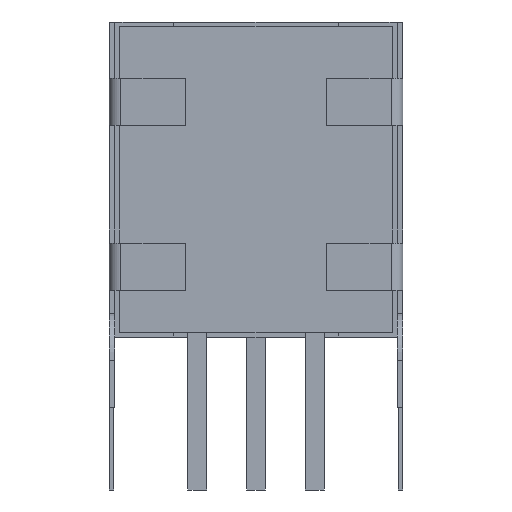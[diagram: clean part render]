
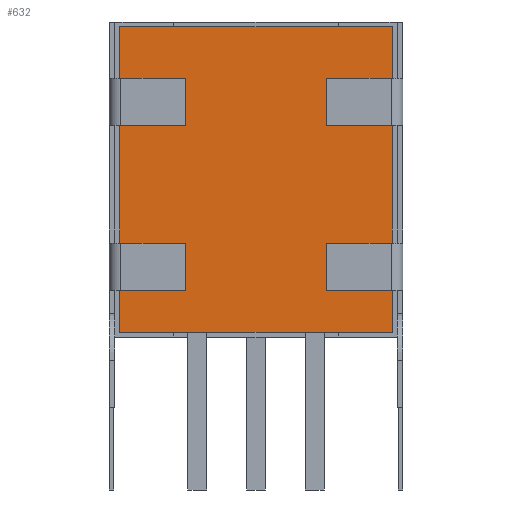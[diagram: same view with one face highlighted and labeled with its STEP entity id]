
A CAD part, left-side view. The second image highlights one B-rep face of the part: STEP entity #632.
In plain terms, the highlighted planar face has unit normal (-1, 0, 0).
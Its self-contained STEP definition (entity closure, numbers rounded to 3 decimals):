
#93 = VERTEX_POINT('',#94);
#94 = CARTESIAN_POINT('',(-4.05,8.3,3.2));
#102 = EDGE_CURVE('',#103,#93,#105,.T.);
#103 = VERTEX_POINT('',#104);
#104 = CARTESIAN_POINT('',(-4.05,-3.3,3.2));
#105 = LINE('',#106,#107);
#106 = CARTESIAN_POINT('',(-4.05,-3.3,3.2));
#107 = VECTOR('',#108,1.);
#108 = DIRECTION('',(0.,1.,0.));
#270 = EDGE_CURVE('',#93,#271,#273,.T.);
#271 = VERTEX_POINT('',#272);
#272 = CARTESIAN_POINT('',(-4.05,8.3,5.));
#273 = LINE('',#274,#275);
#274 = CARTESIAN_POINT('',(-4.05,8.3,3.2));
#275 = VECTOR('',#276,1.);
#276 = DIRECTION('',(0.,0.,1.));
#279 = VERTEX_POINT('',#280);
#280 = CARTESIAN_POINT('',(-4.05,8.3,7.));
#286 = EDGE_CURVE('',#279,#287,#289,.T.);
#287 = VERTEX_POINT('',#288);
#288 = CARTESIAN_POINT('',(-4.05,8.3,12.));
#289 = LINE('',#290,#291);
#290 = CARTESIAN_POINT('',(-4.05,8.3,3.2));
#291 = VECTOR('',#292,1.);
#292 = DIRECTION('',(0.,0.,1.));
#295 = VERTEX_POINT('',#296);
#296 = CARTESIAN_POINT('',(-4.05,8.3,14.));
#302 = EDGE_CURVE('',#295,#303,#305,.T.);
#303 = VERTEX_POINT('',#304);
#304 = CARTESIAN_POINT('',(-4.05,8.3,16.2));
#305 = LINE('',#306,#307);
#306 = CARTESIAN_POINT('',(-4.05,8.3,3.2));
#307 = VECTOR('',#308,1.);
#308 = DIRECTION('',(0.,0.,1.));
#549 = EDGE_CURVE('',#103,#550,#552,.T.);
#550 = VERTEX_POINT('',#551);
#551 = CARTESIAN_POINT('',(-4.05,-3.3,5.));
#552 = LINE('',#553,#554);
#553 = CARTESIAN_POINT('',(-4.05,-3.3,3.2));
#554 = VECTOR('',#555,1.);
#555 = DIRECTION('',(0.,0.,1.));
#558 = VERTEX_POINT('',#559);
#559 = CARTESIAN_POINT('',(-4.05,-3.3,7.));
#565 = EDGE_CURVE('',#558,#566,#568,.T.);
#566 = VERTEX_POINT('',#567);
#567 = CARTESIAN_POINT('',(-4.05,-3.3,12.));
#568 = LINE('',#569,#570);
#569 = CARTESIAN_POINT('',(-4.05,-3.3,3.2));
#570 = VECTOR('',#571,1.);
#571 = DIRECTION('',(0.,0.,1.));
#574 = VERTEX_POINT('',#575);
#575 = CARTESIAN_POINT('',(-4.05,-3.3,14.));
#581 = EDGE_CURVE('',#574,#582,#584,.T.);
#582 = VERTEX_POINT('',#583);
#583 = CARTESIAN_POINT('',(-4.05,-3.3,16.2));
#584 = LINE('',#585,#586);
#585 = CARTESIAN_POINT('',(-4.05,-3.3,3.2));
#586 = VECTOR('',#587,1.);
#587 = DIRECTION('',(0.,0.,1.));
#632 = ADVANCED_FACE('',(#633),#736,.F.);
#633 = FACE_BOUND('',#634,.F.);
#634 = EDGE_LOOP('',(#635,#636,#637,#638,#646,#654,#660,#661,#669,#677,
    #683,#684,#690,#691,#699,#707,#713,#714,#722,#730));
#635 = ORIENTED_EDGE('',*,*,#549,.F.);
#636 = ORIENTED_EDGE('',*,*,#102,.T.);
#637 = ORIENTED_EDGE('',*,*,#270,.T.);
#638 = ORIENTED_EDGE('',*,*,#639,.T.);
#639 = EDGE_CURVE('',#271,#640,#642,.T.);
#640 = VERTEX_POINT('',#641);
#641 = CARTESIAN_POINT('',(-4.05,5.5,5.));
#642 = LINE('',#643,#644);
#643 = CARTESIAN_POINT('',(-4.05,-4.,5.));
#644 = VECTOR('',#645,1.);
#645 = DIRECTION('',(0.,-1.,0.));
#646 = ORIENTED_EDGE('',*,*,#647,.T.);
#647 = EDGE_CURVE('',#640,#648,#650,.T.);
#648 = VERTEX_POINT('',#649);
#649 = CARTESIAN_POINT('',(-4.05,5.5,7.));
#650 = LINE('',#651,#652);
#651 = CARTESIAN_POINT('',(-4.05,5.5,1.5));
#652 = VECTOR('',#653,1.);
#653 = DIRECTION('',(0.,0.,1.));
#654 = ORIENTED_EDGE('',*,*,#655,.F.);
#655 = EDGE_CURVE('',#279,#648,#656,.T.);
#656 = LINE('',#657,#658);
#657 = CARTESIAN_POINT('',(-4.05,-4.,7.));
#658 = VECTOR('',#659,1.);
#659 = DIRECTION('',(0.,-1.,0.));
#660 = ORIENTED_EDGE('',*,*,#286,.T.);
#661 = ORIENTED_EDGE('',*,*,#662,.T.);
#662 = EDGE_CURVE('',#287,#663,#665,.T.);
#663 = VERTEX_POINT('',#664);
#664 = CARTESIAN_POINT('',(-4.05,5.5,12.));
#665 = LINE('',#666,#667);
#666 = CARTESIAN_POINT('',(-4.05,-4.,12.));
#667 = VECTOR('',#668,1.);
#668 = DIRECTION('',(0.,-1.,0.));
#669 = ORIENTED_EDGE('',*,*,#670,.T.);
#670 = EDGE_CURVE('',#663,#671,#673,.T.);
#671 = VERTEX_POINT('',#672);
#672 = CARTESIAN_POINT('',(-4.05,5.5,14.));
#673 = LINE('',#674,#675);
#674 = CARTESIAN_POINT('',(-4.05,5.5,1.5));
#675 = VECTOR('',#676,1.);
#676 = DIRECTION('',(0.,0.,1.));
#677 = ORIENTED_EDGE('',*,*,#678,.F.);
#678 = EDGE_CURVE('',#295,#671,#679,.T.);
#679 = LINE('',#680,#681);
#680 = CARTESIAN_POINT('',(-4.05,-4.,14.));
#681 = VECTOR('',#682,1.);
#682 = DIRECTION('',(0.,-1.,0.));
#683 = ORIENTED_EDGE('',*,*,#302,.T.);
#684 = ORIENTED_EDGE('',*,*,#685,.F.);
#685 = EDGE_CURVE('',#582,#303,#686,.T.);
#686 = LINE('',#687,#688);
#687 = CARTESIAN_POINT('',(-4.05,-3.3,16.2));
#688 = VECTOR('',#689,1.);
#689 = DIRECTION('',(0.,1.,0.));
#690 = ORIENTED_EDGE('',*,*,#581,.F.);
#691 = ORIENTED_EDGE('',*,*,#692,.F.);
#692 = EDGE_CURVE('',#693,#574,#695,.T.);
#693 = VERTEX_POINT('',#694);
#694 = CARTESIAN_POINT('',(-4.05,-0.5,14.));
#695 = LINE('',#696,#697);
#696 = CARTESIAN_POINT('',(-4.05,-4.,14.));
#697 = VECTOR('',#698,1.);
#698 = DIRECTION('',(0.,-1.,0.));
#699 = ORIENTED_EDGE('',*,*,#700,.F.);
#700 = EDGE_CURVE('',#701,#693,#703,.T.);
#701 = VERTEX_POINT('',#702);
#702 = CARTESIAN_POINT('',(-4.05,-0.5,12.));
#703 = LINE('',#704,#705);
#704 = CARTESIAN_POINT('',(-4.05,-0.5,1.5));
#705 = VECTOR('',#706,1.);
#706 = DIRECTION('',(0.,0.,1.));
#707 = ORIENTED_EDGE('',*,*,#708,.T.);
#708 = EDGE_CURVE('',#701,#566,#709,.T.);
#709 = LINE('',#710,#711);
#710 = CARTESIAN_POINT('',(-4.05,-4.,12.));
#711 = VECTOR('',#712,1.);
#712 = DIRECTION('',(0.,-1.,0.));
#713 = ORIENTED_EDGE('',*,*,#565,.F.);
#714 = ORIENTED_EDGE('',*,*,#715,.F.);
#715 = EDGE_CURVE('',#716,#558,#718,.T.);
#716 = VERTEX_POINT('',#717);
#717 = CARTESIAN_POINT('',(-4.05,-0.5,7.));
#718 = LINE('',#719,#720);
#719 = CARTESIAN_POINT('',(-4.05,-4.,7.));
#720 = VECTOR('',#721,1.);
#721 = DIRECTION('',(0.,-1.,0.));
#722 = ORIENTED_EDGE('',*,*,#723,.F.);
#723 = EDGE_CURVE('',#724,#716,#726,.T.);
#724 = VERTEX_POINT('',#725);
#725 = CARTESIAN_POINT('',(-4.05,-0.5,5.));
#726 = LINE('',#727,#728);
#727 = CARTESIAN_POINT('',(-4.05,-0.5,1.5));
#728 = VECTOR('',#729,1.);
#729 = DIRECTION('',(0.,0.,1.));
#730 = ORIENTED_EDGE('',*,*,#731,.T.);
#731 = EDGE_CURVE('',#724,#550,#732,.T.);
#732 = LINE('',#733,#734);
#733 = CARTESIAN_POINT('',(-4.05,-4.,5.));
#734 = VECTOR('',#735,1.);
#735 = DIRECTION('',(0.,-1.,0.));
#736 = PLANE('',#737);
#737 = AXIS2_PLACEMENT_3D('',#738,#739,#740);
#738 = CARTESIAN_POINT('',(-4.05,-3.3,3.2));
#739 = DIRECTION('',(1.,0.,0.));
#740 = DIRECTION('',(0.,0.,1.));
